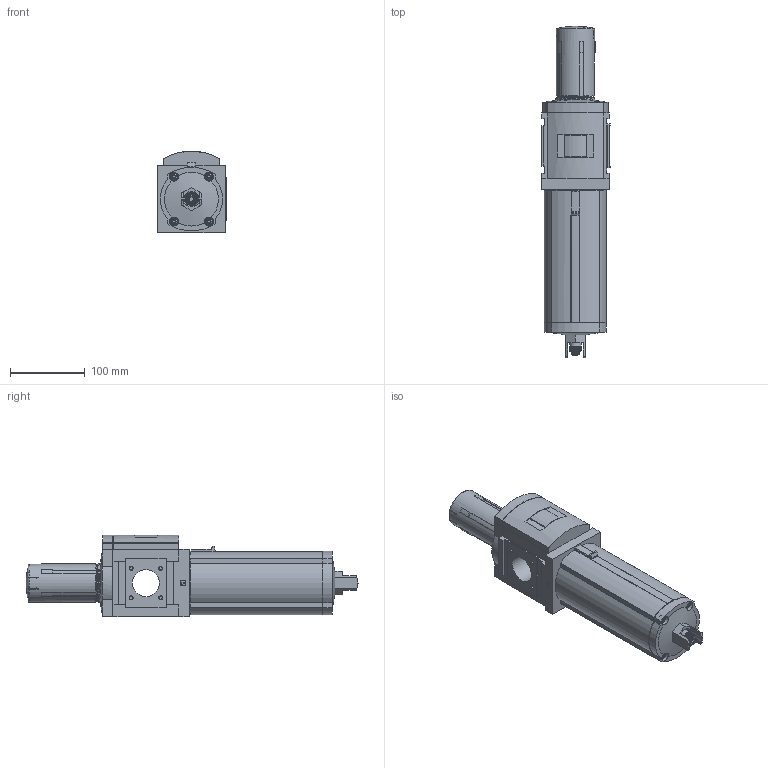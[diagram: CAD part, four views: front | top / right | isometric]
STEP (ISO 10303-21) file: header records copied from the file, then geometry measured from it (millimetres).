
FILE_DESCRIPTION(/* description */ ('STEP AP214'),/* implementation_level */ '2;1');
FILE_NAME(/* name */ '564129_MS9-LFR-NG-D6-CUV-DI-AG-PSI-AS',/* time_stamp */ '2024-09-11T17:15:07+02:00',/* author */ ('License CC BY-ND 4.0'),/* organization */ ('CADENAS'),/* preprocessor_version */ 'ST-DEVELOPER v19.3',/* originating_system */ 'PARTsolutions',/* authorisation */ ' ');
FILE_SCHEMA (('AUTOMOTIVE_DESIGN {1 0 10303 214 3 1 1}'));
Length unit declared in the file: millimetre
Products named in the file (4): 564129 MS9-LFR-NG-D6-CUV-DI-AG-PSI-AS; 562531 MS-LFR0VDID6AS; 707204 MS9; 670907
Assembly tree (3 placements, depth 2):
  564129 MS9-LFR-NG-D6-CUV-DI-AG-PSI-AS
    562531 MS-LFR0VDID6AS
    707204 MS9
    670907
Bounding box: 91.5 x 443.7 x 109 mm (x, y, z)
Volume: 2217511.8 mm3; surface area: 182269.6 mm2
Topology: 3 solids, 3 shells, 706 faces, 1837 edges, 1196 vertices
Faces by surface type: plane 392, cylinder 211, cone 51, torus 41, sphere 11
Full cylindrical faces by diameter (mm): 4.134 x8, 6 x1, 9.728 x1, 10 x4, 11 x5, 11.4 x1, 11.5 x4, 11.6 x1, 11.8 x1, 12 x4, 13 x1, 15.8 x1, 18.631 x1, 36 x1, 51.2 x1, 52 x1, 71.8 x1
Entity records: 25929 total; most frequent: CARTESIAN_POINT 4166, DIRECTION 3647, ORIENTED_EDGE 3472, EDGE_CURVE 1736, AXIS2_PLACEMENT_3D 1353, VERTEX_POINT 1177, LINE 941, VECTOR 941
